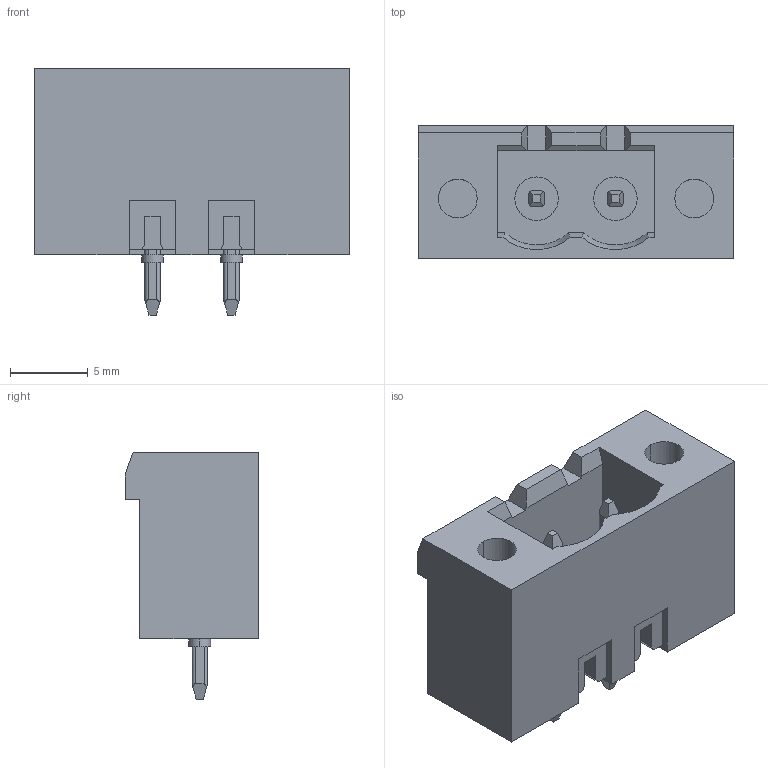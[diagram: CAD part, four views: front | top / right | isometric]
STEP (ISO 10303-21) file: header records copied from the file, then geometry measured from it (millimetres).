
FILE_DESCRIPTION(('Creo Elements/Direct Modeling STEP Export'),'2;1');
FILE_NAME('model.stp','2017-03-01T 9:32:39',(''),(''),'Creo Elements/Direct Modeling STEP processor for AP214 (Solid Model)','Creo Elements/Direct Modeling 18.1G 27-Feb-2015 (C) Parametric Technology GmbH','');
FILE_SCHEMA(('AUTOMOTIVE_DESIGN { 1 0 10303 214 1 1 1 1 }'));
Length unit declared in the file: millimetre
Products named in the file (3): MSTBV_2_5-2-GF-5_08; Bohrloch; MSTBV_2_5-2-GF-5_08_
Assembly tree (3 placements, depth 2):
  MSTBV_2_5-2-GF-5_08_
    Bohrloch  x2
    MSTBV_2_5-2-GF-5_08
Bounding box: 20.32 x 8.6 x 15.9 mm (x, y, z)
Volume: 1359.9 mm3; surface area: 1540.7 mm2
Topology: 3 solids, 3 shells, 175 faces, 461 edges, 304 vertices
Faces by surface type: plane 116, cylinder 53, sphere 4, cone 2
Entity records: 6656 total; most frequent: CARTESIAN_POINT 925, ORIENTED_EDGE 902, DIRECTION 884, EDGE_CURVE 451, VECTOR 318, LINE 318, VERTEX_POINT 300, AXIS2_PLACEMENT_3D 283
